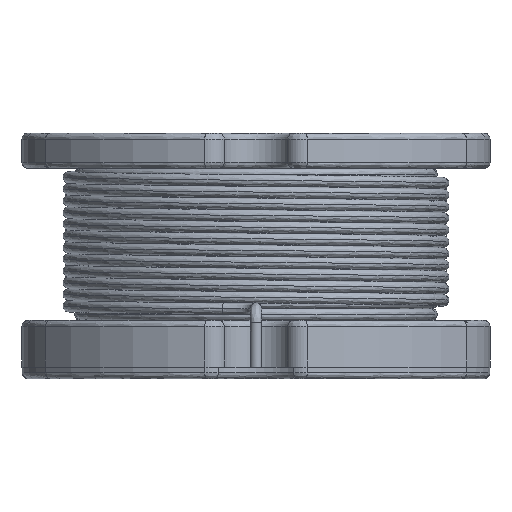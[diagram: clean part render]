
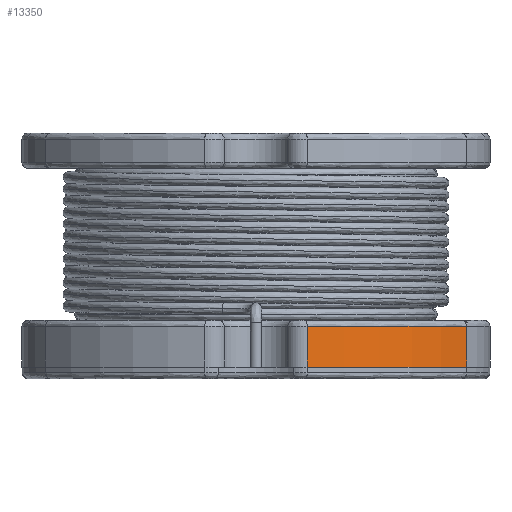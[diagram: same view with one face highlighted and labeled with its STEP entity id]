
A CAD part, left-side view. The second image highlights one B-rep face of the part: STEP entity #13350.
In plain terms, the highlighted cylindrical face has radius 2.25 mm (diameter 4.5 mm), a partial arc.
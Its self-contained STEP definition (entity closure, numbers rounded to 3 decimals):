
#153 = VERTEX_POINT ( 'NONE', #4032 ) ;
#753 = CARTESIAN_POINT ( 'NONE',  ( 0., 0., 0.1 ) ) ;
#767 = CYLINDRICAL_SURFACE ( 'NONE', #12580, 2.25 ) ;
#1220 = CARTESIAN_POINT ( 'NONE',  ( 0., 0., 0.5 ) ) ;
#1905 = AXIS2_PLACEMENT_3D ( 'NONE', #753, #9589, #1971 ) ;
#1971 = DIRECTION ( 'NONE',  ( -1., 0., 0. ) ) ;
#2283 = FACE_OUTER_BOUND ( 'NONE', #5386, .T. ) ;
#2613 = DIRECTION ( 'NONE',  ( 0., 0., 1. ) ) ;
#2841 = VECTOR ( 'NONE', #2613, 1000. ) ;
#3551 = ORIENTED_EDGE ( 'NONE', *, *, #11004, .F. ) ;
#3615 = DIRECTION ( 'NONE',  ( 0., 0., -1. ) ) ;
#4032 = CARTESIAN_POINT ( 'NONE',  ( -0.437, 2.207, 0.1 ) ) ;
#4578 = CARTESIAN_POINT ( 'NONE',  ( -0.437, 2.207, 0.5 ) ) ;
#5386 = EDGE_LOOP ( 'NONE', ( #3551, #16162, #6154, #8626 ) ) ;
#6020 = LINE ( 'NONE', #10371, #2841 ) ;
#6154 = ORIENTED_EDGE ( 'NONE', *, *, #7698, .T. ) ;
#7698 = EDGE_CURVE ( 'NONE', #15328, #12601, #6020, .T. ) ;
#8510 = DIRECTION ( 'NONE',  ( 0., 0., -1. ) ) ;
#8537 = AXIS2_PLACEMENT_3D ( 'NONE', #11450, #3615, #12744 ) ;
#8626 = ORIENTED_EDGE ( 'NONE', *, *, #14050, .T. ) ;
#8884 = CARTESIAN_POINT ( 'NONE',  ( -0.437, 2.207, 0.45 ) ) ;
#9013 = CIRCLE ( 'NONE', #8537, 2.25 ) ;
#9589 = DIRECTION ( 'NONE',  ( 0., 0., -1. ) ) ;
#10269 = VECTOR ( 'NONE', #10306, 1000. ) ;
#10306 = DIRECTION ( 'NONE',  ( 0., 0., 1. ) ) ;
#10371 = CARTESIAN_POINT ( 'NONE',  ( -1.8, 1.35, 0.5 ) ) ;
#11004 = EDGE_CURVE ( 'NONE', #153, #12967, #13722, .T. ) ;
#11450 = CARTESIAN_POINT ( 'NONE',  ( 0., 0., 0.45 ) ) ;
#11533 = DIRECTION ( 'NONE',  ( -1., 0., 0. ) ) ;
#11953 = CIRCLE ( 'NONE', #1905, 2.25 ) ;
#12580 = AXIS2_PLACEMENT_3D ( 'NONE', #1220, #8510, #11533 ) ;
#12601 = VERTEX_POINT ( 'NONE', #12907 ) ;
#12744 = DIRECTION ( 'NONE',  ( -1., 0., 0. ) ) ;
#12907 = CARTESIAN_POINT ( 'NONE',  ( -1.8, 1.35, 0.45 ) ) ;
#12967 = VERTEX_POINT ( 'NONE', #8884 ) ;
#13350 = ADVANCED_FACE ( 'NONE', ( #2283 ), #767, .T. ) ;
#13571 = CARTESIAN_POINT ( 'NONE',  ( -1.8, 1.35, 0.1 ) ) ;
#13722 = LINE ( 'NONE', #4578, #10269 ) ;
#14050 = EDGE_CURVE ( 'NONE', #12601, #12967, #9013, .T. ) ;
#14732 = EDGE_CURVE ( 'NONE', #15328, #153, #11953, .T. ) ;
#15328 = VERTEX_POINT ( 'NONE', #13571 ) ;
#16162 = ORIENTED_EDGE ( 'NONE', *, *, #14732, .F. ) ;
